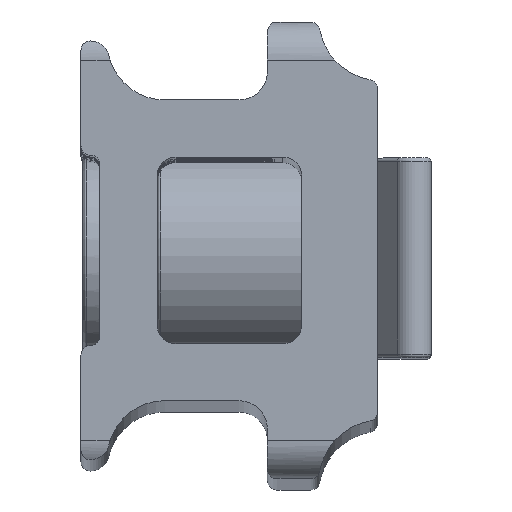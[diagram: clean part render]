
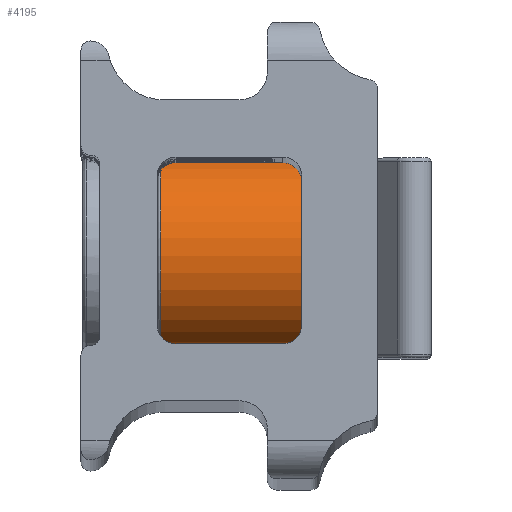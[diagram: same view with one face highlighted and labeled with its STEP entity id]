
A CAD part, top view. The second image highlights one B-rep face of the part: STEP entity #4195.
In plain terms, the highlighted cylindrical face has radius 5.25 mm (diameter 10.5 mm), a partial arc.
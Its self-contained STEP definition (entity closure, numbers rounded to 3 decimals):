
#313=CYLINDRICAL_SURFACE('',#4592,5.25);
#577=FACE_OUTER_BOUND('',#873,.T.);
#873=EDGE_LOOP('',(#3655,#3656,#3657,#3658));
#1110=CIRCLE('',#4593,5.25);
#1111=CIRCLE('',#4594,5.25);
#1373=LINE('',#7999,#1627);
#1374=LINE('',#8002,#1628);
#1627=VECTOR('',#5563,10.);
#1628=VECTOR('',#5566,10.);
#2016=VERTEX_POINT('',#7995);
#2017=VERTEX_POINT('',#7996);
#2018=VERTEX_POINT('',#7998);
#2019=VERTEX_POINT('',#8000);
#2578=EDGE_CURVE('',#2016,#2017,#1110,.T.);
#2579=EDGE_CURVE('',#2016,#2018,#1373,.T.);
#2580=EDGE_CURVE('',#2019,#2018,#1111,.T.);
#2581=EDGE_CURVE('',#2019,#2017,#1374,.T.);
#3655=ORIENTED_EDGE('',*,*,#2578,.F.);
#3656=ORIENTED_EDGE('',*,*,#2579,.T.);
#3657=ORIENTED_EDGE('',*,*,#2580,.F.);
#3658=ORIENTED_EDGE('',*,*,#2581,.T.);
#4195=ADVANCED_FACE('',(#577),#313,.T.);
#4592=AXIS2_PLACEMENT_3D('',#7994,#5559,#5560);
#4593=AXIS2_PLACEMENT_3D('',#7997,#5561,#5562);
#4594=AXIS2_PLACEMENT_3D('',#8001,#5564,#5565);
#5559=DIRECTION('center_axis',(-1.,0.,0.));
#5560=DIRECTION('ref_axis',(0.,-0.707,0.707));
#5561=DIRECTION('center_axis',(-1.,0.,0.));
#5562=DIRECTION('ref_axis',(0.,0.,1.));
#5563=DIRECTION('',(1.,0.,0.));
#5564=DIRECTION('center_axis',(1.,0.,0.));
#5565=DIRECTION('ref_axis',(0.,0.,
1.));
#5566=DIRECTION('',(-1.,0.,0.));
#7994=CARTESIAN_POINT('Origin',(12.027,0.,58.65));
#7995=CARTESIAN_POINT('',(4.2,-5.25,58.65));
#7996=CARTESIAN_POINT('',(4.2,5.25,58.65));
#7997=CARTESIAN_POINT('Origin',(4.2,0.,58.65));
#7998=CARTESIAN_POINT('',(15.4,-5.25,58.65));
#7999=CARTESIAN_POINT('',(12.027,-5.25,58.65));
#8000=CARTESIAN_POINT('',(15.4,5.25,58.65));
#8001=CARTESIAN_POINT('Origin',(15.4,0.,58.65));
#8002=CARTESIAN_POINT('',(12.027,5.25,58.65));
